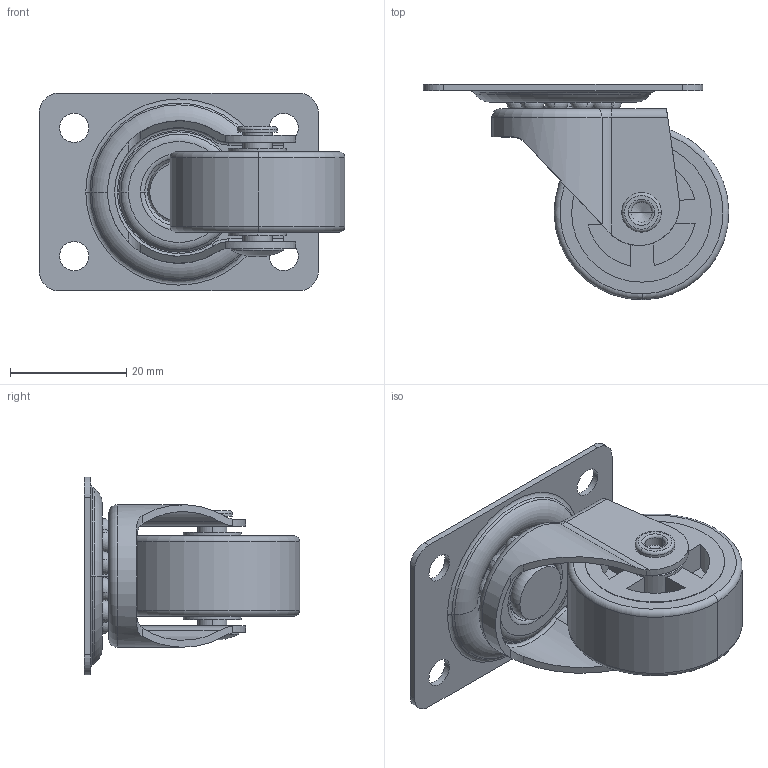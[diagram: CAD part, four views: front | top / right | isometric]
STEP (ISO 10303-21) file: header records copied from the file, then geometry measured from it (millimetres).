
FILE_DESCRIPTION((''),'2;1');
FILE_NAME('F26-030_ASM','2022-11-01T16:24:22',('HP'),(''),'CREO PARAMETRIC BY PTC INC, 2022284','CREO PARAMETRIC BY PTC INC, 2022284','');
FILE_SCHEMA(('AUTOMOTIVE_DESIGN { 1 0 10303 214 1 1 1 1 }'));
Length unit declared in the file: millimetre
Products named in the file (7): DINGPIAN-40X40; BALLS; ZHIJIA-30; MAODING-PING; MAODING-CHANG; LUNZI-30X1460; F26-030_ASM
Assembly tree (6 placements, depth 2):
  F26-030_ASM
    DINGPIAN-40X40
    BALLS
    ZHIJIA-30
    MAODING-PING
    MAODING-CHANG
    LUNZI-30X1460
Bounding box: 52.5 x 37 x 34 mm (x, y, z)
Volume: 12932 mm3; surface area: 12056.7 mm2
Topology: 16 solids, 16 shells, 220 faces, 530 edges, 312 vertices
Faces by surface type: cylinder 68, plane 62, torus 48, sphere 24, cone 18
Entity records: 7658 total; most frequent: DIRECTION 1425, CARTESIAN_POINT 1266, ORIENTED_EDGE 964, AXIS2_PLACEMENT_3D 605, EDGE_CURVE 482, VERTEX_POINT 312, CIRCLE 292, EDGE_LOOP 256
